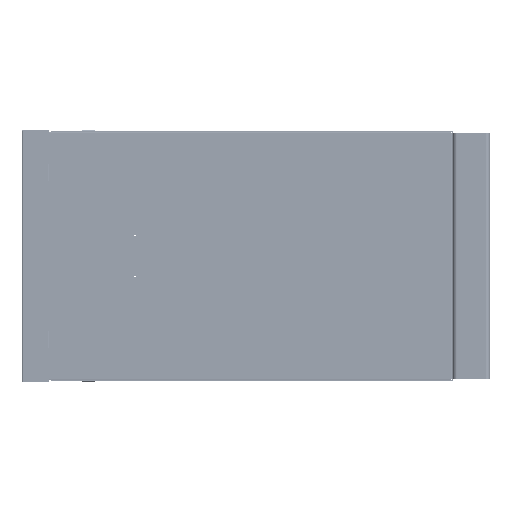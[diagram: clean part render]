
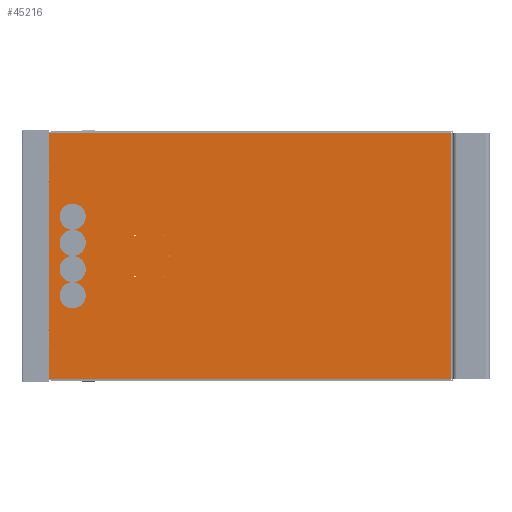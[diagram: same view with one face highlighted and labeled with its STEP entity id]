
A CAD part, left-side view. The second image highlights one B-rep face of the part: STEP entity #45216.
In plain terms, the highlighted face is planar.
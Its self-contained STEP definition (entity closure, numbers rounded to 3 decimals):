
#1908=FACE_BOUND('',#6861,.T.);
#1909=FACE_BOUND('',#6862,.T.);
#1910=FACE_BOUND('',#6863,.T.);
#1911=FACE_BOUND('',#6864,.T.);
#1912=FACE_BOUND('',#6865,.T.);
#1913=FACE_BOUND('',#6866,.T.);
#1914=FACE_BOUND('',#6867,.T.);
#1915=FACE_BOUND('',#6868,.T.);
#1916=FACE_BOUND('',#6869,.T.);
#1917=FACE_BOUND('',#6870,.T.);
#1918=FACE_BOUND('',#6871,.T.);
#1919=FACE_BOUND('',#6872,.T.);
#2910=CIRCLE('',#48436,2.5);
#2912=CIRCLE('',#48455,1.75);
#2914=CIRCLE('',#48458,1.75);
#2916=CIRCLE('',#48461,1.75);
#2918=CIRCLE('',#48464,1.75);
#2920=CIRCLE('',#48467,1.75);
#2922=CIRCLE('',#48470,31.);
#2924=CIRCLE('',#48473,31.);
#2926=CIRCLE('',#48476,31.);
#2928=CIRCLE('',#48479,31.);
#4335=FACE_OUTER_BOUND('',#6860,.T.);
#6860=EDGE_LOOP('',(#31032,#31033,#31034,#31035));
#6861=EDGE_LOOP('',(#31036));
#6862=EDGE_LOOP('',(#31037,#31038,#31039,#31040));
#6863=EDGE_LOOP('',(#31041,#31042,#31043,#31044));
#6864=EDGE_LOOP('',(#31045));
#6865=EDGE_LOOP('',(#31046));
#6866=EDGE_LOOP('',(#31047));
#6867=EDGE_LOOP('',(#31048));
#6868=EDGE_LOOP('',(#31049));
#6869=EDGE_LOOP('',(#31050));
#6870=EDGE_LOOP('',(#31051));
#6871=EDGE_LOOP('',(#31052));
#6872=EDGE_LOOP('',(#31053));
#10227=LINE('',#63527,#15119);
#10230=LINE('',#63533,#15122);
#10233=LINE('',#63539,#15125);
#10236=LINE('',#63543,#15128);
#10239=LINE('',#63551,#15131);
#10242=LINE('',#63557,#15134);
#10245=LINE('',#63563,#15137);
#10248=LINE('',#63567,#15140);
#10274=LINE('',#63733,#15166);
#10296=LINE('',#63785,#15188);
#10317=LINE('',#63835,#15209);
#10338=LINE('',#63884,#15230);
#15119=VECTOR('',#51864,10.);
#15122=VECTOR('',#51869,10.);
#15125=VECTOR('',#51874,10.);
#15128=VECTOR('',#51879,10.);
#15131=VECTOR('',#51884,10.);
#15134=VECTOR('',#51889,10.);
#15137=VECTOR('',#51894,10.);
#15140=VECTOR('',#51899,10.);
#15166=VECTOR('',#52077,10.);
#15188=VECTOR('',#52129,10.);
#15209=VECTOR('',#52180,10.);
#15230=VECTOR('',#52231,10.);
#20017=VERTEX_POINT('',#63516);
#20021=VERTEX_POINT('',#63524);
#20022=VERTEX_POINT('',#63526);
#20024=VERTEX_POINT('',#63532);
#20026=VERTEX_POINT('',#63538);
#20029=VERTEX_POINT('',#63548);
#20030=VERTEX_POINT('',#63550);
#20032=VERTEX_POINT('',#63556);
#20034=VERTEX_POINT('',#63562);
#20051=VERTEX_POINT('',#63617);
#20053=VERTEX_POINT('',#63622);
#20055=VERTEX_POINT('',#63627);
#20057=VERTEX_POINT('',#63632);
#20059=VERTEX_POINT('',#63637);
#20061=VERTEX_POINT('',#63642);
#20063=VERTEX_POINT('',#63647);
#20065=VERTEX_POINT('',#63652);
#20067=VERTEX_POINT('',#63657);
#20097=VERTEX_POINT('',#63730);
#20098=VERTEX_POINT('',#63732);
#20113=VERTEX_POINT('',#63783);
#20127=VERTEX_POINT('',#63833);
#24307=EDGE_CURVE('',#20017,#20017,#2910,.T.);
#24311=EDGE_CURVE('',#20022,#20021,#10227,.T.);
#24314=EDGE_CURVE('',#20024,#20022,#10230,.T.);
#24317=EDGE_CURVE('',#20026,#20024,#10233,.T.);
#24320=EDGE_CURVE('',#20021,#20026,#10236,.T.);
#24323=EDGE_CURVE('',#20030,#20029,#10239,.T.);
#24326=EDGE_CURVE('',#20032,#20030,#10242,.T.);
#24329=EDGE_CURVE('',#20034,#20032,#10245,.T.);
#24332=EDGE_CURVE('',#20029,#20034,#10248,.T.);
#24357=EDGE_CURVE('',#20051,#20051,#2912,.T.);
#24359=EDGE_CURVE('',#20053,#20053,#2914,.T.);
#24361=EDGE_CURVE('',#20055,#20055,#2916,.T.);
#24363=EDGE_CURVE('',#20057,#20057,#2918,.T.);
#24365=EDGE_CURVE('',#20059,#20059,#2920,.T.);
#24367=EDGE_CURVE('',#20061,#20061,#2922,.T.);
#24369=EDGE_CURVE('',#20063,#20063,#2924,.T.);
#24371=EDGE_CURVE('',#20065,#20065,#2926,.T.);
#24373=EDGE_CURVE('',#20067,#20067,#2928,.T.);
#24403=EDGE_CURVE('',#20098,#20097,#10274,.T.);
#24429=EDGE_CURVE('',#20097,#20113,#10296,.T.);
#24454=EDGE_CURVE('',#20113,#20127,#10317,.T.);
#24479=EDGE_CURVE('',#20127,#20098,#10338,.T.);
#31032=ORIENTED_EDGE('',*,*,#24403,.T.);
#31033=ORIENTED_EDGE('',*,*,#24429,.T.);
#31034=ORIENTED_EDGE('',*,*,#24454,.T.);
#31035=ORIENTED_EDGE('',*,*,#24479,.T.);
#31036=ORIENTED_EDGE('',*,*,#24307,.T.);
#31037=ORIENTED_EDGE('',*,*,#24311,.T.);
#31038=ORIENTED_EDGE('',*,*,#24320,.T.);
#31039=ORIENTED_EDGE('',*,*,#24317,.T.);
#31040=ORIENTED_EDGE('',*,*,#24314,.T.);
#31041=ORIENTED_EDGE('',*,*,#24323,.T.);
#31042=ORIENTED_EDGE('',*,*,#24332,.T.);
#31043=ORIENTED_EDGE('',*,*,#24329,.T.);
#31044=ORIENTED_EDGE('',*,*,#24326,.T.);
#31045=ORIENTED_EDGE('',*,*,#24357,.T.);
#31046=ORIENTED_EDGE('',*,*,#24359,.T.);
#31047=ORIENTED_EDGE('',*,*,#24361,.T.);
#31048=ORIENTED_EDGE('',*,*,#24363,.T.);
#31049=ORIENTED_EDGE('',*,*,#24365,.T.);
#31050=ORIENTED_EDGE('',*,*,#24367,.T.);
#31051=ORIENTED_EDGE('',*,*,#24369,.T.);
#31052=ORIENTED_EDGE('',*,*,#24371,.T.);
#31053=ORIENTED_EDGE('',*,*,#24373,.T.);
#43436=PLANE('',#48580);
#45216=ADVANCED_FACE('',(#4335,#1908,#1909,#1910,#1911,#1912,#1913,#1914,
#1915,#1916,#1917,#1918,#1919),#43436,.F.);
#48436=AXIS2_PLACEMENT_3D('',#63517,#51856,#51857);
#48455=AXIS2_PLACEMENT_3D('',#63618,#51942,#51943);
#48458=AXIS2_PLACEMENT_3D('',#63623,#51948,#51949);
#48461=AXIS2_PLACEMENT_3D('',#63628,#51954,#51955);
#48464=AXIS2_PLACEMENT_3D('',#63633,#51960,#51961);
#48467=AXIS2_PLACEMENT_3D('',#63638,#51966,#51967);
#48470=AXIS2_PLACEMENT_3D('',#63643,#51972,#51973);
#48473=AXIS2_PLACEMENT_3D('',#63648,#51978,#51979);
#48476=AXIS2_PLACEMENT_3D('',#63653,#51984,#51985);
#48479=AXIS2_PLACEMENT_3D('',#63658,#51990,#51991);
#48580=AXIS2_PLACEMENT_3D('',#63926,#52276,#52277);
#51856=DIRECTION('center_axis',(0.,0.,1.));
#51857=DIRECTION('ref_axis',(-1.,0.,0.));
#51864=DIRECTION('',(0.,1.,0.));
#51869=DIRECTION('',(1.,0.,0.));
#51874=DIRECTION('',(0.,-1.,0.));
#51879=DIRECTION('',(-1.,0.,0.));
#51884=DIRECTION('',(0.,-1.,0.));
#51889=DIRECTION('',(-1.,0.,0.));
#51894=DIRECTION('',(0.,1.,0.));
#51899=DIRECTION('',(1.,0.,0.));
#51942=DIRECTION('center_axis',(0.,0.,1.));
#51943=DIRECTION('ref_axis',(-1.,0.,0.));
#51948=DIRECTION('center_axis',(0.,0.,1.));
#51949=DIRECTION('ref_axis',(-1.,0.,0.));
#51954=DIRECTION('center_axis',(0.,0.,1.));
#51955=DIRECTION('ref_axis',(-1.,0.,0.));
#51960=DIRECTION('center_axis',(0.,0.,1.));
#51961=DIRECTION('ref_axis',(-1.,0.,0.));
#51966=DIRECTION('center_axis',(0.,0.,1.));
#51967=DIRECTION('ref_axis',(-1.,0.,0.));
#51972=DIRECTION('center_axis',(0.,0.,1.));
#51973=DIRECTION('ref_axis',(-1.,0.,0.));
#51978=DIRECTION('center_axis',(0.,0.,1.));
#51979=DIRECTION('ref_axis',(-1.,0.,0.));
#51984=DIRECTION('center_axis',(0.,0.,1.));
#51985=DIRECTION('ref_axis',(-1.,0.,0.));
#51990=DIRECTION('center_axis',(0.,0.,1.));
#51991=DIRECTION('ref_axis',(-1.,0.,0.));
#52077=DIRECTION('',(0.,1.,0.));
#52129=DIRECTION('',(1.,0.,0.));
#52180=DIRECTION('',(0.,-1.,0.));
#52231=DIRECTION('',(-1.,0.,0.));
#52276=DIRECTION('center_axis',(0.,0.,1.));
#52277=DIRECTION('ref_axis',(1.,0.,0.));
#63516=CARTESIAN_POINT('',(330.,1113.064,0.));
#63517=CARTESIAN_POINT('Origin',(332.5,1113.064,0.));
#63524=CARTESIAN_POINT('',(578.5,1080.696,0.));
#63526=CARTESIAN_POINT('',(578.5,1076.696,0.));
#63527=CARTESIAN_POINT('',(578.5,827.114,0.));
#63532=CARTESIAN_POINT('',(531.5,1076.696,0.));
#63533=CARTESIAN_POINT('',(455.5,1076.696,0.));
#63538=CARTESIAN_POINT('',(531.5,1080.696,0.));
#63539=CARTESIAN_POINT('',(531.5,825.114,0.));
#63543=CARTESIAN_POINT('',(432.,1080.696,0.));
#63548=CARTESIAN_POINT('',(86.5,1076.696,0.));
#63550=CARTESIAN_POINT('',(86.5,1080.696,0.));
#63551=CARTESIAN_POINT('',(86.5,825.114,0.));
#63556=CARTESIAN_POINT('',(133.5,1080.696,0.));
#63557=CARTESIAN_POINT('',(209.5,1080.696,0.));
#63562=CARTESIAN_POINT('',(133.5,1076.696,0.));
#63563=CARTESIAN_POINT('',(133.5,827.114,0.));
#63567=CARTESIAN_POINT('',(233.,1076.696,0.));
#63617=CARTESIAN_POINT('',(276.75,770.064,0.));
#63618=CARTESIAN_POINT('Origin',(278.5,770.064,0.));
#63622=CARTESIAN_POINT('',(276.75,848.064,0.));
#63623=CARTESIAN_POINT('Origin',(278.5,848.064,0.));
#63627=CARTESIAN_POINT('',(330.75,755.064,0.));
#63628=CARTESIAN_POINT('Origin',(332.5,755.064,0.));
#63632=CARTESIAN_POINT('',(384.75,770.064,0.));
#63633=CARTESIAN_POINT('Origin',(386.5,770.064,0.));
#63637=CARTESIAN_POINT('',(384.75,848.064,0.));
#63638=CARTESIAN_POINT('Origin',(386.5,848.064,0.));
#63642=CARTESIAN_POINT('',(266.5,1014.564,0.));
#63643=CARTESIAN_POINT('Origin',(297.5,1014.564,0.));
#63647=CARTESIAN_POINT('',(196.5,1014.564,0.));
#63648=CARTESIAN_POINT('Origin',(227.5,1014.564,0.));
#63652=CARTESIAN_POINT('',(336.5,1014.564,0.));
#63653=CARTESIAN_POINT('Origin',(367.5,1014.564,0.));
#63657=CARTESIAN_POINT('',(406.5,1014.564,0.));
#63658=CARTESIAN_POINT('Origin',(437.5,1014.564,0.));
#63730=CARTESIAN_POINT('',(3.,1144.064,0.));
#63732=CARTESIAN_POINT('',(3.,3.,0.));
#63733=CARTESIAN_POINT('',(3.,288.266,0.));
#63783=CARTESIAN_POINT('',(662.,1144.064,0.));
#63785=CARTESIAN_POINT('',(167.75,1144.064,0.));
#63833=CARTESIAN_POINT('',(662.,3.,0.));
#63835=CARTESIAN_POINT('',(662.,858.798,0.));
#63884=CARTESIAN_POINT('',(497.25,3.,0.));
#63926=CARTESIAN_POINT('Origin',(332.5,573.532,0.));
